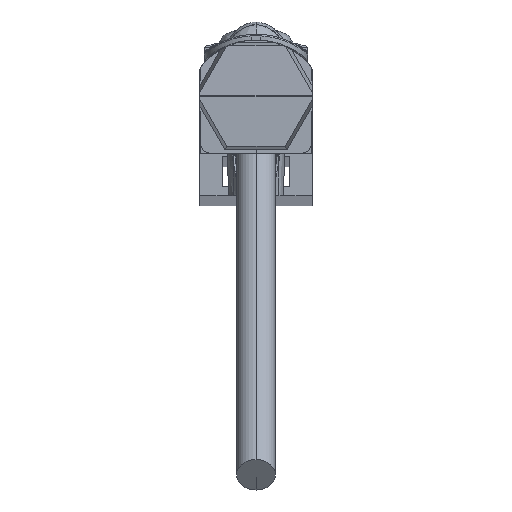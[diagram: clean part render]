
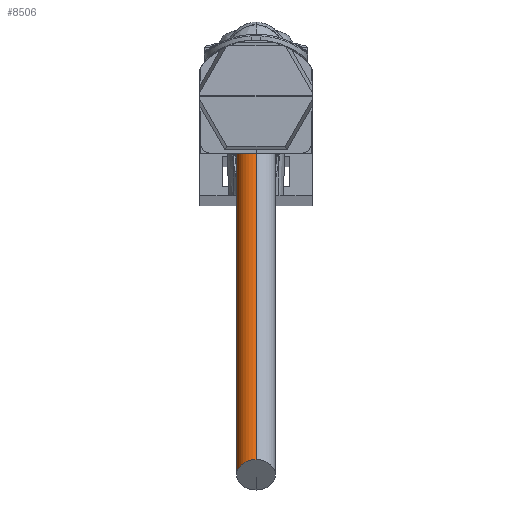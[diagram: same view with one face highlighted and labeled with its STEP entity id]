
A CAD part, top view. The second image highlights one B-rep face of the part: STEP entity #8506.
In plain terms, the highlighted cylindrical face has radius 2.075 mm (diameter 4.15 mm), a partial arc.
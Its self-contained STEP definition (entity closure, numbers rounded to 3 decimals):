
#8414=CARTESIAN_POINT('',(0.,-1.63,19.646));
#8415=DIRECTION('',(0.,-0.623,0.783));
#8416=DIRECTION('',(0.,0.783,0.623));
#8417=AXIS2_PLACEMENT_3D('',#8414,#8415,#8416);
#8419=DIRECTION('',(0.,-0.623,0.783));
#8420=VECTOR('',#8419,61.492);
#8421=CARTESIAN_POINT('',(0.,-0.007,20.938));
#8422=LINE('',#8421,#8420);
#8428=DIRECTION('',(0.,-0.623,0.783));
#8429=VECTOR('',#8428,61.492);
#8430=CARTESIAN_POINT('',(0.,-3.254,18.354));
#8431=LINE('',#8430,#8429);
#8437=CARTESIAN_POINT('',(0.,-39.91,67.77));
#8438=DIRECTION('',(0.,-0.623,0.783));
#8439=DIRECTION('',(0.,0.783,0.623));
#8440=AXIS2_PLACEMENT_3D('',#8437,#8438,#8439);
#8442=CARTESIAN_POINT('',(0.,-3.254,18.354));
#8443=CARTESIAN_POINT('',(0.,-0.007,20.938));
#8444=VERTEX_POINT('',#8442);
#8445=VERTEX_POINT('',#8443);
#8446=CARTESIAN_POINT('',(0.,-41.534,66.478));
#8447=CARTESIAN_POINT('',(0.,-38.286,69.061));
#8448=VERTEX_POINT('',#8446);
#8449=VERTEX_POINT('',#8447);
#8492=CARTESIAN_POINT('',(0.,-1.63,19.646));
#8493=DIRECTION('',(0.,-0.623,0.783));
#8494=DIRECTION('',(0.,-0.783,-0.623));
#8495=AXIS2_PLACEMENT_3D('',#8492,#8493,#8494);
#8496=CYLINDRICAL_SURFACE('',#8495,2.075);
#8497=ORIENTED_EDGE('',*,*,#8486,.F.);
#8499=ORIENTED_EDGE('',*,*,#8498,.T.);
#8501=ORIENTED_EDGE('',*,*,#8500,.T.);
#8503=ORIENTED_EDGE('',*,*,#8502,.F.);
#8504=EDGE_LOOP('',(#8497,#8499,#8501,#8503));
#8505=FACE_OUTER_BOUND('',#8504,.F.);
#8506=ADVANCED_FACE('',(#8505),#8496,.T.);
#8418=CIRCLE('',#8417,2.075);
#8441=CIRCLE('',#8440,2.075);
#8486=EDGE_CURVE('',#8445,#8444,#8418,.T.);
#8498=EDGE_CURVE('',#8445,#8449,#8422,.T.);
#8500=EDGE_CURVE('',#8449,#8448,#8441,.T.);
#8502=EDGE_CURVE('',#8444,#8448,#8431,.T.);
